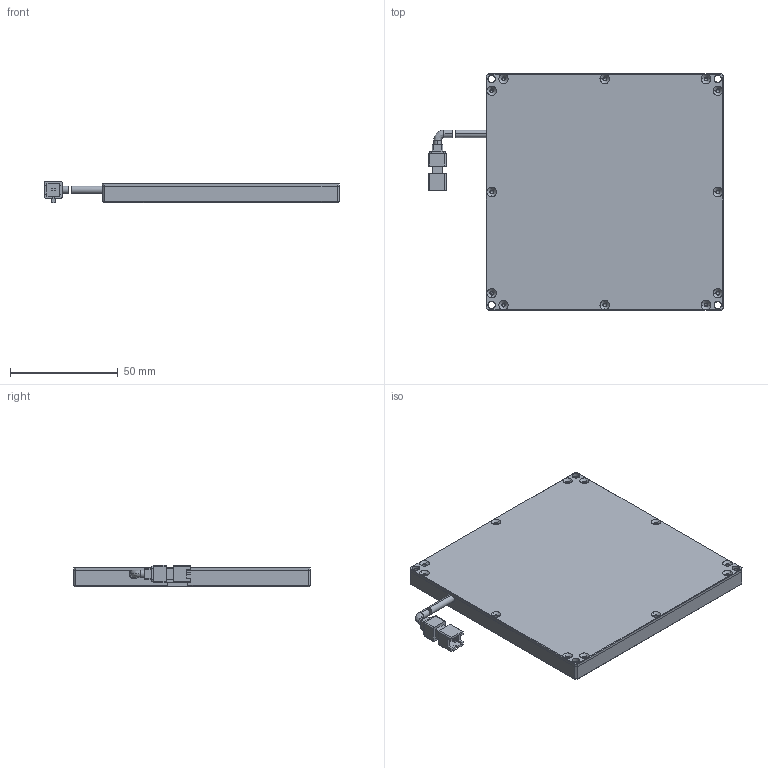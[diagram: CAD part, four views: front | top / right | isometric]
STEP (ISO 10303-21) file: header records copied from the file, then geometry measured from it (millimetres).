
FILE_DESCRIPTION (( 'STEP AP214' ), '1' );
FILE_NAME ('660503-G.STEP', '2019-02-13T08:19:54', ( 'user' ), ( '微软中国' ), 'SwSTEP 2.0', 'SolidWorks 2016', '' );
FILE_SCHEMA (( 'AUTOMOTIVE_DESIGN' ));
Length unit declared in the file: millimetre
Products named in the file (1): 660503-G
Bounding box: 136.69 x 110 x 10 mm (x, y, z)
Volume: 69129.5 mm3; surface area: 61430.1 mm2
Topology: 5 solids, 5 shells, 415 faces, 1084 edges, 688 vertices
Faces by surface type: plane 184, cylinder 121, bspline 61, cone 49
Entity records: 16666 total; most frequent: CARTESIAN_POINT 3199, ORIENTED_EDGE 2120, DIRECTION 1945, EDGE_CURVE 1060, VERTEX_POINT 688, VECTOR 649, LINE 649, AXIS2_PLACEMENT_3D 648
